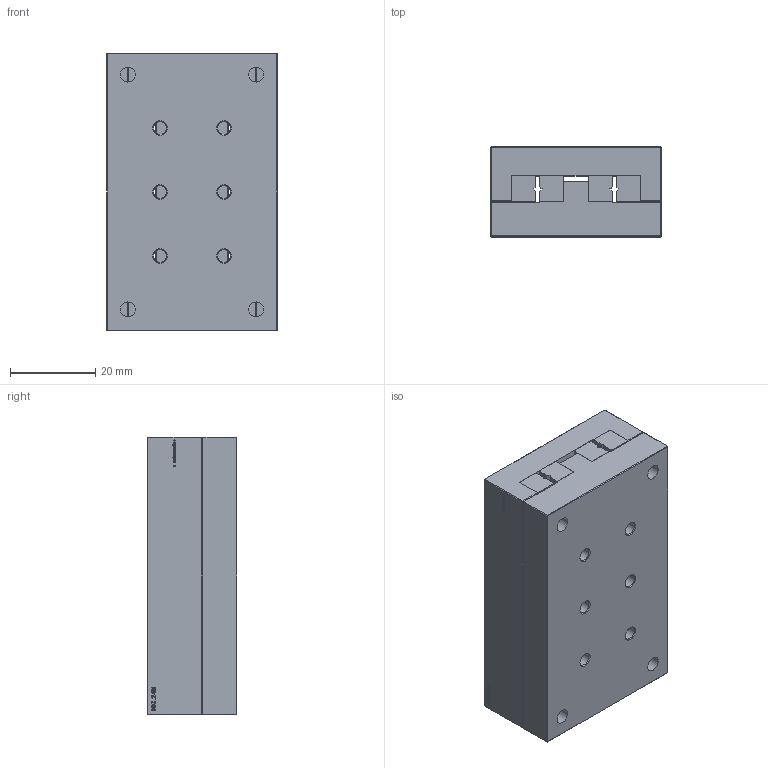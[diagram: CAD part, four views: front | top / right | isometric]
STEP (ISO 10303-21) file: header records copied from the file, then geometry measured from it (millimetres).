
FILE_DESCRIPTION(('FreeCAD Model'),'2;1');
FILE_NAME('NKL 2-65.step', '2020-04-21T19:02:11',('Author'),(''), 'Open CASCADE STEP processor 6.8','FreeCAD','Unknown');
FILE_SCHEMA(('AUTOMOTIVE_DESIGN_CC2 { 1 2 10303 214 -1 1 5 4 }'));
Length unit declared in the file: millimetre
Products named in the file (3): ASSEMBLY; UT; OT
Assembly tree (2 placements, depth 2):
  ASSEMBLY
    UT
    OT
Bounding box: 40 x 21 x 65 mm (x, y, z)
Volume: 51860.4 mm3; surface area: 23142.6 mm2
Topology: 6 solids, 6 shells, 740 faces, 2023 edges, 1330 vertices
Faces by surface type: extrusion 391, plane 317, cylinder 20, cone 12
Full cylindrical faces by diameter (mm): 3 x12, 3.5 x4, 4.5 x4
Entity records: 50038 total; most frequent: CARTESIAN_POINT 12057, DIRECTION 5620, VECTOR 4708, LINE 4317, ORIENTED_EDGE 4046, PCURVE 4046, DEFINITIONAL_REPRESENTATION 4046, EDGE_CURVE 2023
